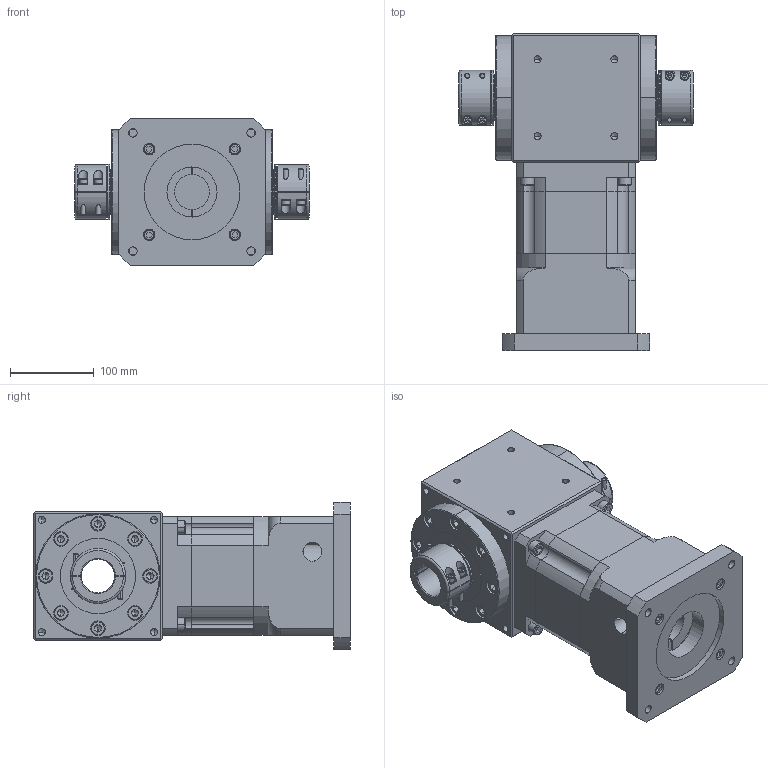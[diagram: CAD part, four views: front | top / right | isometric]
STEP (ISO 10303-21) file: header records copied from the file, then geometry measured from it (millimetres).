
FILE_DESCRIPTION (( 'STEP AP214' ), '1' );
FILE_NAME ('RAM150-L1-XX-D-42-114.3-200-M12_2019.STEP', '2019-05-13T09:33:52', ( 'Y' ), ( 'NCU' ), 'SwSTEP 2.0', 'SolidWorks 2016', '' );
FILE_SCHEMA (( 'AUTOMOTIVE_DESIGN' ));
Length unit declared in the file: millimetre
Products named in the file (1): RAM150-L1-XX-D-42-114.3-200-M12_2019
Bounding box: 280 x 379 x 176 mm (x, y, z)
Volume: 8152642.9 mm3; surface area: 636810 mm2
Topology: 4 solids, 24 shells, 1262 faces, 2978 edges, 1828 vertices
Faces by surface type: plane 612, cylinder 432, cone 142, torus 76
Entity records: 39044 total; most frequent: CARTESIAN_POINT 7751, DIRECTION 6592, ORIENTED_EDGE 5764, EDGE_CURVE 2882, AXIS2_PLACEMENT_3D 2527, VERTEX_POINT 1828, VECTOR 1538, LINE 1538
